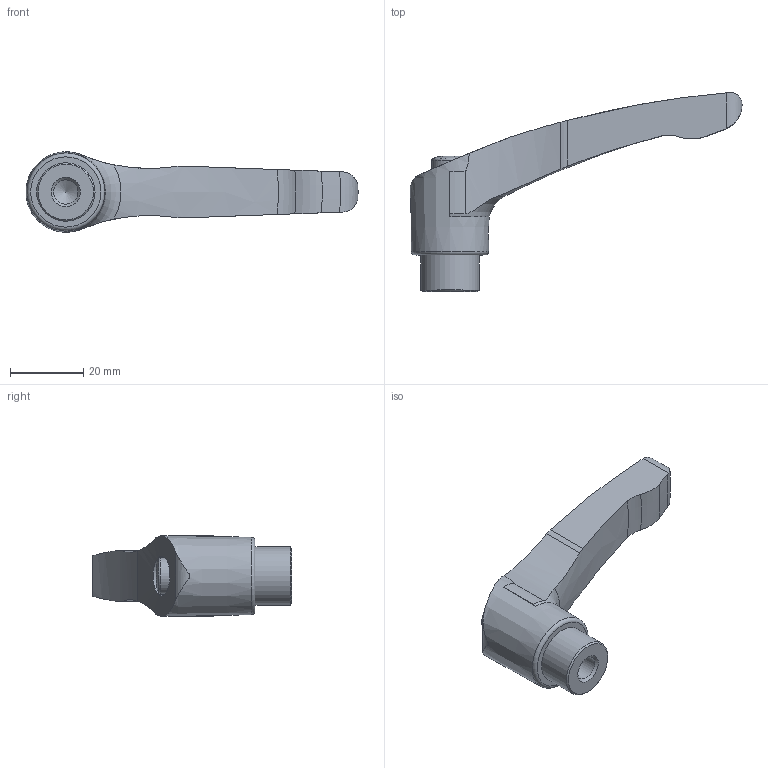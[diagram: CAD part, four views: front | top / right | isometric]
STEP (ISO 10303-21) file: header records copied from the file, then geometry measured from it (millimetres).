
FILE_DESCRIPTION( ( 'STEP AP214' ), '1' );
FILE_NAME( 'K0124.308.stp', '2020-11-25T11:38:11', ( '' ), ( '' ), ' ', 'PARTsolutions', ' ' );
FILE_SCHEMA( ( 'AUTOMOTIVE_DESIGN { 1 0 10303 214 1 1 1 1 }' ) );
Length unit declared in the file: millimetre
Products named in the file (1): _K0124.308
Bounding box: 90.91 x 54.5 x 22.09 mm (x, y, z)
Volume: 21788.5 mm3; surface area: 6850.1 mm2
Topology: 1 solids, 1 shells, 75 faces, 203 edges, 133 vertices
Faces by surface type: plane 32, cylinder 27, cone 7, torus 7, bspline 1, sphere 1
Full cylindrical faces by diameter (mm): 6.647 x1, 10 x1, 16 x1
Entity records: 3220 total; most frequent: CARTESIAN_POINT 817, ORIENTED_EDGE 374, DIRECTION 364, EDGE_CURVE 187, AXIS2_PLACEMENT_3D 140, VERTEX_POINT 130, EDGE_LOOP 88, LINE 84
